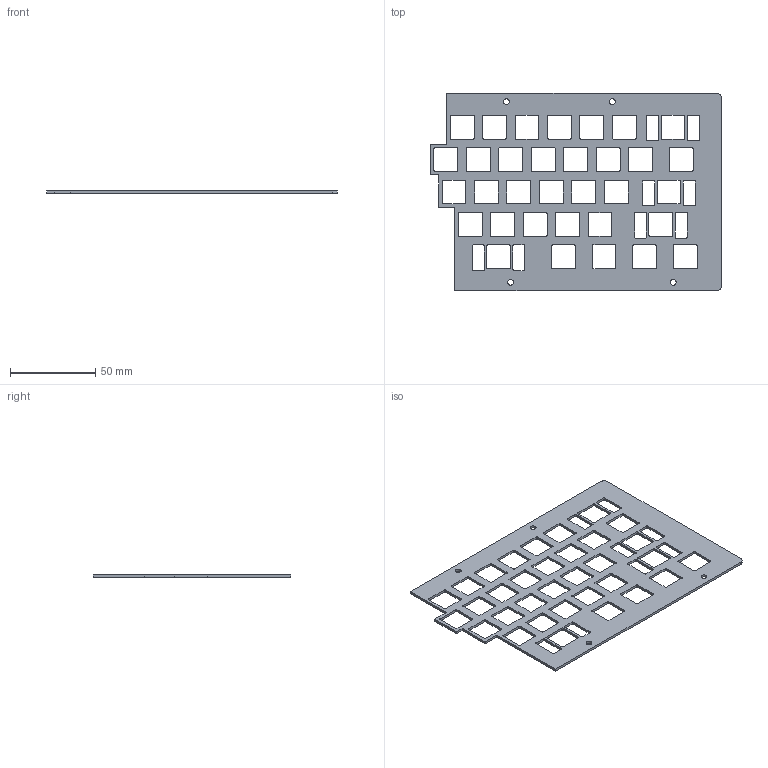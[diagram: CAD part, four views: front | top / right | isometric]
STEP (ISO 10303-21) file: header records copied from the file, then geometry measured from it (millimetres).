
FILE_DESCRIPTION(/* description */ (''),/* implementation_level */ '2;1');
FILE_NAME(/* name */ 'Plate-right.step',/* time_stamp */ '2022-06-18T21:51:26+09:00',/* author */ (''),/* organization */ (''),/* preprocessor_version */ 'ST-DEVELOPER v19',/* originating_system */ 'Autodesk Translation Framework v11.7.0.108',/* authorisation */ '');
FILE_SCHEMA (('AUTOMOTIVE_DESIGN { 1 0 10303 214 3 1 1 }'));
Length unit declared in the file: millimetre
Products named in the file (1): Plate-right
Bounding box: 170.79 x 116.2 x 1.5 mm (x, y, z)
Volume: 17141.6 mm3; surface area: 27023.8 mm2
Topology: 1 solids, 1 shells, 346 faces, 1032 edges, 688 vertices
Faces by surface type: plane 176, cylinder 170
Full cylindrical faces by diameter (mm): 3.4 x4
Entity records: 11929 total; most frequent: CARTESIAN_POINT 2067, DIRECTION 2066, ORIENTED_EDGE 2064, EDGE_CURVE 1032, LINE 692, VECTOR 692, VERTEX_POINT 688, AXIS2_PLACEMENT_3D 687
